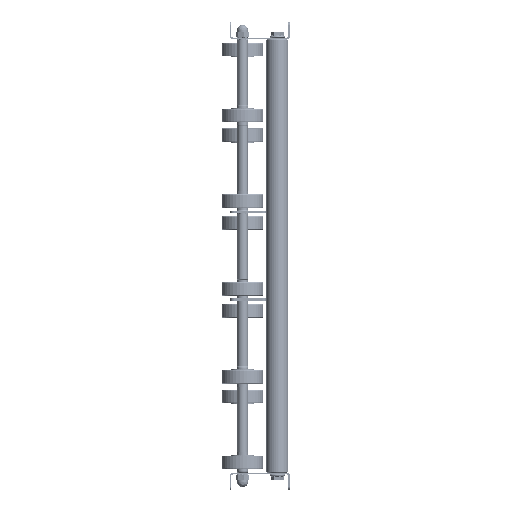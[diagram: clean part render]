
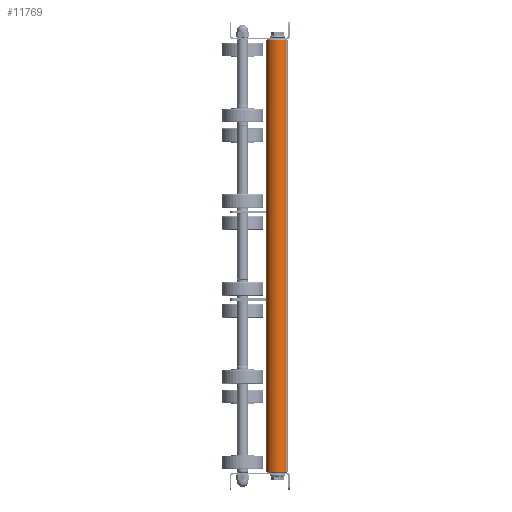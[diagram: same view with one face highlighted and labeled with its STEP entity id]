
A CAD part, left-side view. The second image highlights one B-rep face of the part: STEP entity #11769.
In plain terms, the highlighted cylindrical face has radius 12.5 mm (diameter 25 mm), a partial arc.
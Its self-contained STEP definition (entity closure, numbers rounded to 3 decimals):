
#1018 = VERTEX_POINT ( 'NONE', #3120 ) ;
#2932 = CARTESIAN_POINT ( 'NONE',  ( 500., 0., 12.5 ) ) ;
#3120 = CARTESIAN_POINT ( 'NONE',  ( 1., 0., 12.5 ) ) ;
#3197 = AXIS2_PLACEMENT_3D ( 'NONE', #25040, #36237, #7665 ) ;
#4206 = EDGE_CURVE ( 'NONE', #26045, #1018, #15213, .T. ) ;
#6413 = DIRECTION ( 'NONE',  ( -1., 0., 0. ) ) ;
#7219 = ORIENTED_EDGE ( 'NONE', *, *, #30510, .F. ) ;
#7665 = DIRECTION ( 'NONE',  ( 0., 0., 1. ) ) ;
#8361 = CIRCLE ( 'NONE', #22234, 12.5 ) ;
#9139 = EDGE_CURVE ( 'NONE', #1018, #9564, #8361, .T. ) ;
#9168 = CARTESIAN_POINT ( 'NONE',  ( 499., 0., -12.5 ) ) ;
#9386 = DIRECTION ( 'NONE',  ( -1., 0., 0. ) ) ;
#9564 = VERTEX_POINT ( 'NONE', #17628 ) ;
#10153 = FACE_OUTER_BOUND ( 'NONE', #27660, .T. ) ;
#10762 = VERTEX_POINT ( 'NONE', #9168 ) ;
#11769 = ADVANCED_FACE ( 'NONE', ( #10153 ), #28068, .T. ) ;
#12937 = CIRCLE ( 'NONE', #34075, 12.5 ) ;
#14428 = LINE ( 'NONE', #25387, #29647 ) ;
#14721 = DIRECTION ( 'NONE',  ( 0., 0., -1. ) ) ;
#15213 = LINE ( 'NONE', #2932, #23609 ) ;
#15408 = DIRECTION ( 'NONE',  ( 1., 0., 0. ) ) ;
#15984 = CARTESIAN_POINT ( 'NONE',  ( 499., 0., 12.5 ) ) ;
#16875 = DIRECTION ( 'NONE',  ( -1., 0., 0. ) ) ;
#17035 = EDGE_CURVE ( 'NONE', #10762, #26045, #12937, .T. ) ;
#17628 = CARTESIAN_POINT ( 'NONE',  ( 1., 0., -12.5 ) ) ;
#17738 = ORIENTED_EDGE ( 'NONE', *, *, #9139, .T. ) ;
#20207 = CARTESIAN_POINT ( 'NONE',  ( 499., 0., 0. ) ) ;
#22234 = AXIS2_PLACEMENT_3D ( 'NONE', #26171, #15408, #29208 ) ;
#23609 = VECTOR ( 'NONE', #9386, 1000. ) ;
#24190 = ORIENTED_EDGE ( 'NONE', *, *, #17035, .T. ) ;
#25040 = CARTESIAN_POINT ( 'NONE',  ( 500., 0., 0. ) ) ;
#25387 = CARTESIAN_POINT ( 'NONE',  ( 500., 0., -12.5 ) ) ;
#26045 = VERTEX_POINT ( 'NONE', #15984 ) ;
#26171 = CARTESIAN_POINT ( 'NONE',  ( 1., 0., 0. ) ) ;
#27660 = EDGE_LOOP ( 'NONE', ( #7219, #24190, #34233, #17738 ) ) ;
#28068 = CYLINDRICAL_SURFACE ( 'NONE', #3197, 12.5 ) ;
#29208 = DIRECTION ( 'NONE',  ( 0., 0., -1. ) ) ;
#29647 = VECTOR ( 'NONE', #16875, 1000. ) ;
#30510 = EDGE_CURVE ( 'NONE', #10762, #9564, #14428, .T. ) ;
#34075 = AXIS2_PLACEMENT_3D ( 'NONE', #20207, #6413, #14721 ) ;
#34233 = ORIENTED_EDGE ( 'NONE', *, *, #4206, .T. ) ;
#36237 = DIRECTION ( 'NONE',  ( -1., 0., 0. ) ) ;
